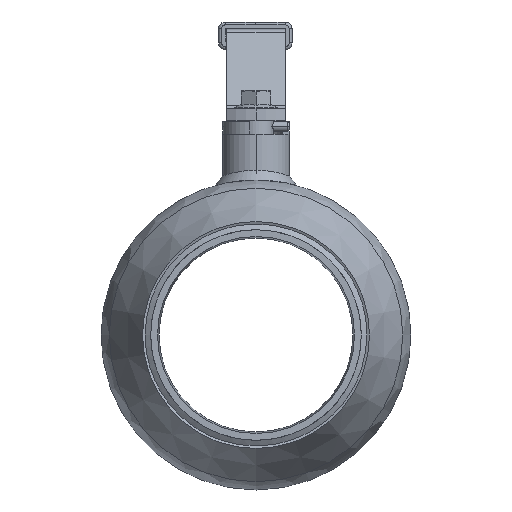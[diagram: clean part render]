
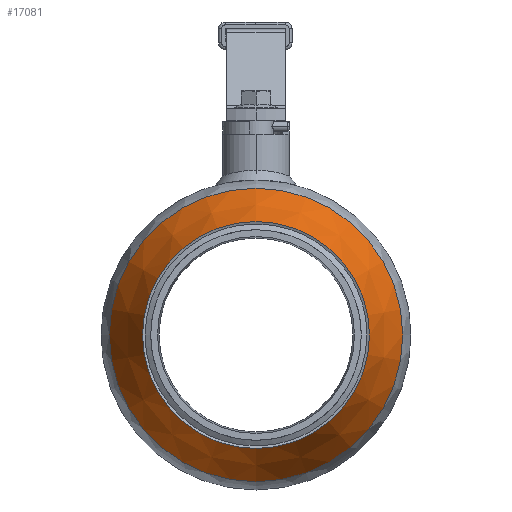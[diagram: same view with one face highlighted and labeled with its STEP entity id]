
A CAD part, left-side view. The second image highlights one B-rep face of the part: STEP entity #17081.
In plain terms, the highlighted conical face has half-angle 26.6 degrees and reference radius 79.5 mm.
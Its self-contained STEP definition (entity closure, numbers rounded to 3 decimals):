
#17017=CARTESIAN_POINT('',(-95.05,0.,58.218));
#17018=VERTEX_POINT('',#17017);
#17025=CARTESIAN_POINT('',(-95.05,-0.,-58.218));
#17026=VERTEX_POINT('',#17025);
#17027=CARTESIAN_POINT('',(-95.05,0.,0.));
#17028=DIRECTION('',(1.,0.,0.));
#17029=DIRECTION('',(0.,0.,-1.));
#17030=AXIS2_PLACEMENT_3D('',#17027,#17028,#17029);
#17031=CIRCLE('',#17030,58.218);
#17032=EDGE_CURVE('',#17026,#17018,#17031,.T.);
#17034=CARTESIAN_POINT('',(-95.05,0.,0.));
#17035=DIRECTION('',(1.,0.,0.));
#17036=DIRECTION('',(0.,0.,-1.));
#17037=AXIS2_PLACEMENT_3D('',#17034,#17035,#17036);
#17038=CIRCLE('',#17037,58.218);
#17039=EDGE_CURVE('',#17018,#17026,#17038,.T.);
#17047=CARTESIAN_POINT('',(-52.55,0.,0.));
#17048=DIRECTION('',(1.,0.,0.));
#17049=DIRECTION('',(0.,0.,-1.));
#17050=AXIS2_PLACEMENT_3D('',#17047,#17048,#17049);
#17051=CONICAL_SURFACE('',#17050,79.5,26.6);
#17052=CARTESIAN_POINT('',(-61.005,0.,-75.266));
#17053=VERTEX_POINT('',#17052);
#17054=CARTESIAN_POINT('',(-61.005,0.,-75.266));
#17055=DIRECTION('',(-0.894,-0.,0.448));
#17056=VECTOR('',#17055,38.075);
#17057=LINE('',#17054,#17056);
#17058=EDGE_CURVE('',#17053,#17026,#17057,.T.);
#17059=ORIENTED_EDGE('',*,*,#17058,.T.);
#17060=ORIENTED_EDGE('',*,*,#17032,.T.);
#17061=ORIENTED_EDGE('',*,*,#17039,.T.);
#17062=ORIENTED_EDGE('',*,*,#17058,.F.);
#17063=CARTESIAN_POINT('',(-61.005,-0.,75.266));
#17064=VERTEX_POINT('',#17063);
#17065=CARTESIAN_POINT('',(-61.005,0.,0.));
#17066=DIRECTION('',(-1.,0.,0.));
#17067=DIRECTION('',(0.,0.,1.));
#17068=AXIS2_PLACEMENT_3D('',#17065,#17066,#17067);
#17069=CIRCLE('',#17068,75.266);
#17070=EDGE_CURVE('',#17053,#17064,#17069,.T.);
#17071=ORIENTED_EDGE('',*,*,#17070,.T.);
#17072=CARTESIAN_POINT('',(-61.005,0.,0.));
#17073=DIRECTION('',(-1.,0.,0.));
#17074=DIRECTION('',(0.,0.,1.));
#17075=AXIS2_PLACEMENT_3D('',#17072,#17073,#17074);
#17076=CIRCLE('',#17075,75.266);
#17077=EDGE_CURVE('',#17064,#17053,#17076,.T.);
#17078=ORIENTED_EDGE('',*,*,#17077,.T.);
#17079=EDGE_LOOP('',(#17059,#17060,#17061,#17062,#17071,#17078));
#17080=FACE_BOUND('',#17079,.T.);
#17081=ADVANCED_FACE('',(#17080),#17051,.T.);
